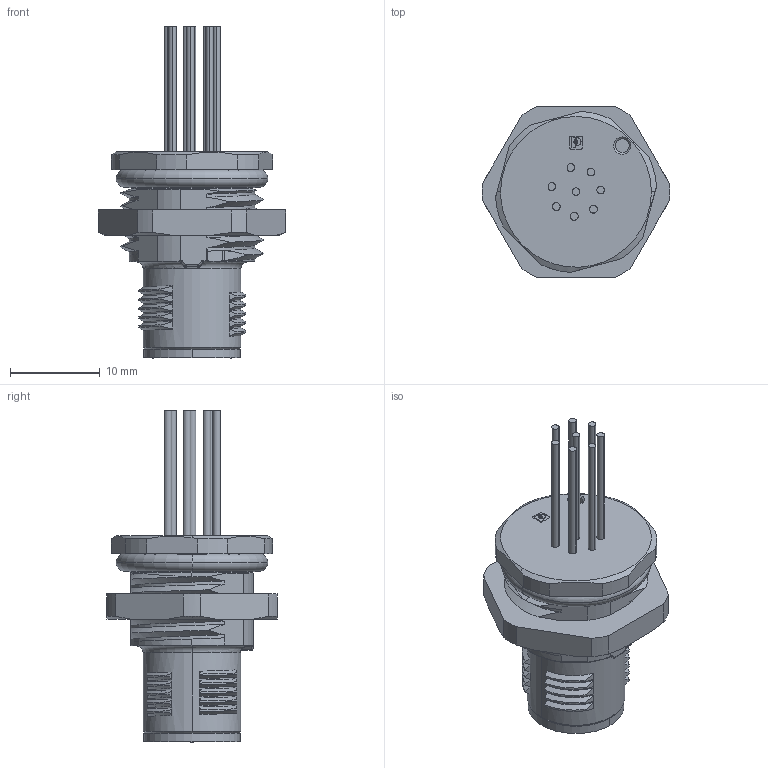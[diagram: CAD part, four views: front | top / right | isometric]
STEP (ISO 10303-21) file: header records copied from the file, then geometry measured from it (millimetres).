
FILE_DESCRIPTION(/* description */ ('Alibre Inc.'),/* implementation_level */ '2;1');
FILE_NAME(/* name */ 'export-C02738A3-DC65-43B8-915E-BA743E9DB4E5',/* time_stamp */ '2021-02-03T20:48:44+01:00',/* author */ (''),/* organization */ (''),/* preprocessor_version */ 'ST-DEVELOPER v17',/* originating_system */ 'Alibre',/* authorisation */ '');
FILE_SCHEMA (('AUTOMOTIVE_DESIGN'));
Length unit declared in the file: millimetre
Products named in the file (1): 1419687
Bounding box: 20.9 x 19 x 37 mm (x, y, z)
Volume: 3276.4 mm3; surface area: 2689.2 mm2
Topology: 1 solids, 17 shells, 895 faces, 2382 edges, 1558 vertices
Faces by surface type: plane 460, bspline 258, cylinder 119, sphere 20, cone 19, torus 19
Entity records: 40529 total; most frequent: CARTESIAN_POINT 20229, ORIENTED_EDGE 4730, DIRECTION 2681, EDGE_CURVE 2365, VERTEX_POINT 1558, VECTOR 1423, LINE 1423, EDGE_LOOP 957
